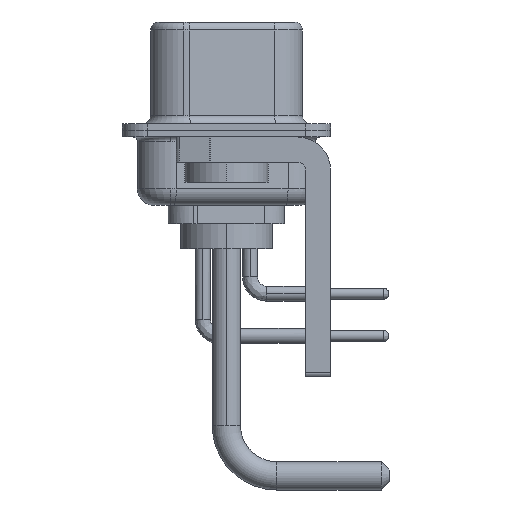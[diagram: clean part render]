
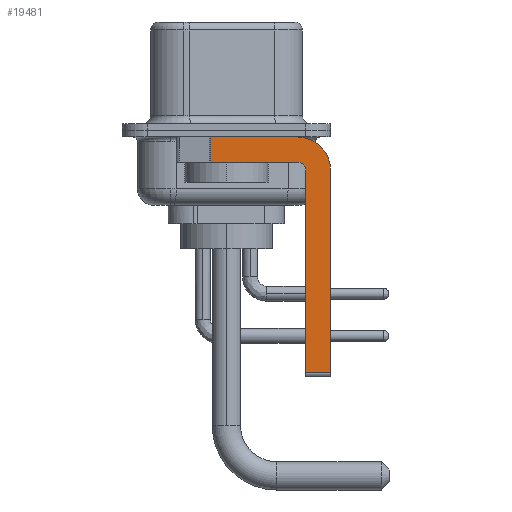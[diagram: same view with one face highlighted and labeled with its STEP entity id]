
A CAD part, left-side view. The second image highlights one B-rep face of the part: STEP entity #19481.
In plain terms, the highlighted planar face has unit normal (-1, 0, 0).
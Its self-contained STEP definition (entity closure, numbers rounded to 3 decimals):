
#547 = VECTOR ( 'NONE', #1803, 1000. ) ;
#607 = CARTESIAN_POINT ( 'NONE',  ( -2.9, 0.978, -1.9 ) ) ;
#1082 = CARTESIAN_POINT ( 'NONE',  ( -2.9, -4.25, -14.55 ) ) ;
#1356 = CARTESIAN_POINT ( 'NONE',  ( -2.9, -4.75, -14.55 ) ) ;
#1463 = CIRCLE ( 'NONE', #10581, 2. ) ;
#1688 = CARTESIAN_POINT ( 'NONE',  ( -2.9, -6.25, -2.4 ) ) ;
#1701 = EDGE_CURVE ( 'NONE', #1844, #17881, #3420, .T. ) ;
#1803 = DIRECTION ( 'NONE',  ( 0., 0., -1. ) ) ;
#1844 = VERTEX_POINT ( 'NONE', #21062 ) ;
#1884 = CARTESIAN_POINT ( 'NONE',  ( -2.9, -6.25, -14.55 ) ) ;
#2220 = LINE ( 'NONE', #607, #22996 ) ;
#3162 = VERTEX_POINT ( 'NONE', #12948 ) ;
#3317 = DIRECTION ( 'NONE',  ( 0., 0., 1. ) ) ;
#3420 = CIRCLE ( 'NONE', #20074, 0.5 ) ;
#3852 = ORIENTED_EDGE ( 'NONE', *, *, #21715, .T. ) ;
#5292 = ORIENTED_EDGE ( 'NONE', *, *, #10837, .F. ) ;
#5393 = ORIENTED_EDGE ( 'NONE', *, *, #13054, .F. ) ;
#5788 = LINE ( 'NONE', #1688, #547 ) ;
#6146 = CARTESIAN_POINT ( 'NONE',  ( -2.9, -4.75, -14.8 ) ) ;
#6467 = CARTESIAN_POINT ( 'NONE',  ( -2.9, -4.25, -2.4 ) ) ;
#7775 = CARTESIAN_POINT ( 'NONE',  ( -2.9, -6.25, -2.4 ) ) ;
#7933 = EDGE_CURVE ( 'NONE', #15614, #17379, #10531, .T. ) ;
#8548 = DIRECTION ( 'NONE',  ( 0., -1., 0. ) ) ;
#8625 = ORIENTED_EDGE ( 'NONE', *, *, #15499, .F. ) ;
#8924 = DIRECTION ( 'NONE',  ( -1., 0., 0. ) ) ;
#10052 = PLANE ( 'NONE',  #17843 ) ;
#10250 = VERTEX_POINT ( 'NONE', #12196 ) ;
#10439 = DIRECTION ( 'NONE',  ( 0., 1., 0. ) ) ;
#10527 = VECTOR ( 'NONE', #10439, 1000. ) ;
#10531 = LINE ( 'NONE', #1082, #23021 ) ;
#10545 = ORIENTED_EDGE ( 'NONE', *, *, #1701, .F. ) ;
#10581 = AXIS2_PLACEMENT_3D ( 'NONE', #15417, #11949, #19510 ) ;
#10769 = CARTESIAN_POINT ( 'NONE',  ( -2.9, -4.25, -0.4 ) ) ;
#10837 = EDGE_CURVE ( 'NONE', #12184, #17379, #5788, .T. ) ;
#11301 = CARTESIAN_POINT ( 'NONE',  ( -2.9, -4.25, -1.9 ) ) ;
#11949 = DIRECTION ( 'NONE',  ( 1., 0., 0. ) ) ;
#12050 = FACE_OUTER_BOUND ( 'NONE', #14629, .T. ) ;
#12184 = VERTEX_POINT ( 'NONE', #7775 ) ;
#12196 = CARTESIAN_POINT ( 'NONE',  ( -2.9, 0.978, -1.9 ) ) ;
#12663 = EDGE_CURVE ( 'NONE', #15614, #1844, #22868, .T. ) ;
#12938 = VECTOR ( 'NONE', #17182, 1000. ) ;
#12948 = CARTESIAN_POINT ( 'NONE',  ( -2.9, 0.978, -0.4 ) ) ;
#13054 = EDGE_CURVE ( 'NONE', #3162, #13278, #18404, .T. ) ;
#13278 = VERTEX_POINT ( 'NONE', #10769 ) ;
#14038 = DIRECTION ( 'NONE',  ( 0., 0., -1. ) ) ;
#14629 = EDGE_LOOP ( 'NONE', ( #5393, #3852, #8625, #10545, #23949, #22165, #5292, #21135 ) ) ;
#14685 = CARTESIAN_POINT ( 'NONE',  ( -2.9, 3., -0.4 ) ) ;
#15417 = CARTESIAN_POINT ( 'NONE',  ( -2.9, -4.25, -2.4 ) ) ;
#15499 = EDGE_CURVE ( 'NONE', #17881, #10250, #16021, .T. ) ;
#15614 = VERTEX_POINT ( 'NONE', #1356 ) ;
#16021 = LINE ( 'NONE', #19628, #10527 ) ;
#16684 = EDGE_CURVE ( 'NONE', #13278, #12184, #1463, .T. ) ;
#17182 = DIRECTION ( 'NONE',  ( 0., 0., 1. ) ) ;
#17379 = VERTEX_POINT ( 'NONE', #1884 ) ;
#17843 = AXIS2_PLACEMENT_3D ( 'NONE', #6467, #19608, #14038 ) ;
#17881 = VERTEX_POINT ( 'NONE', #11301 ) ;
#18404 = LINE ( 'NONE', #14685, #20093 ) ;
#18884 = DIRECTION ( 'NONE',  ( 0., -1., 0. ) ) ;
#19481 = ADVANCED_FACE ( 'NONE', ( #12050 ), #10052, .F. ) ;
#19494 = DIRECTION ( 'NONE',  ( 0., 0., -1. ) ) ;
#19510 = DIRECTION ( 'NONE',  ( 0., 0., -1. ) ) ;
#19608 = DIRECTION ( 'NONE',  ( 1., 0., 0. ) ) ;
#19628 = CARTESIAN_POINT ( 'NONE',  ( -2.9, -4.25, -1.9 ) ) ;
#20074 = AXIS2_PLACEMENT_3D ( 'NONE', #20576, #8924, #3317 ) ;
#20093 = VECTOR ( 'NONE', #18884, 1000. ) ;
#20576 = CARTESIAN_POINT ( 'NONE',  ( -2.9, -4.25, -2.4 ) ) ;
#21062 = CARTESIAN_POINT ( 'NONE',  ( -2.9, -4.75, -2.4 ) ) ;
#21135 = ORIENTED_EDGE ( 'NONE', *, *, #16684, .F. ) ;
#21715 = EDGE_CURVE ( 'NONE', #3162, #10250, #2220, .T. ) ;
#22165 = ORIENTED_EDGE ( 'NONE', *, *, #7933, .T. ) ;
#22868 = LINE ( 'NONE', #6146, #12938 ) ;
#22996 = VECTOR ( 'NONE', #19494, 1000. ) ;
#23021 = VECTOR ( 'NONE', #8548, 1000. ) ;
#23949 = ORIENTED_EDGE ( 'NONE', *, *, #12663, .F. ) ;
